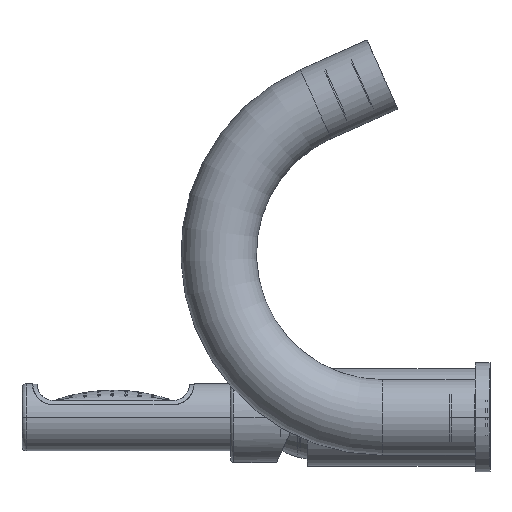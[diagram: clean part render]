
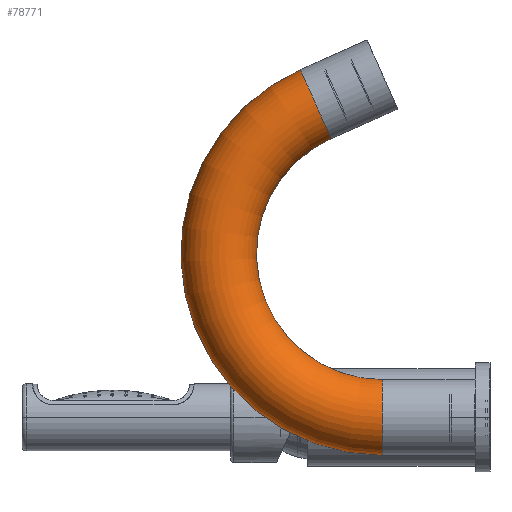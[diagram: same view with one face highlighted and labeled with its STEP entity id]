
A CAD part, left-side view. The second image highlights one B-rep face of the part: STEP entity #78771.
In plain terms, the highlighted toroidal (fillet/blend) face has major radius 78 mm and minor radius 18 mm.
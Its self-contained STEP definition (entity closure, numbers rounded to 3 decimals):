
#59902=CARTESIAN_POINT('',(-150.,76.025,149.257));
#59903=DIRECTION('',(0.,-0.914,0.407));
#59904=DIRECTION('',(0.,0.407,0.914));
#59905=AXIS2_PLACEMENT_3D('',#59902,#59903,#59904);
#59907=CARTESIAN_POINT('',(-150.,44.3,0.));
#59908=DIRECTION('',(0.,1.,0.));
#59909=DIRECTION('',(0.,0.,-1.));
#59910=AXIS2_PLACEMENT_3D('',#59907,#59908,#59909);
#59912=CARTESIAN_POINT('',(-150.,44.3,78.));
#59913=DIRECTION('',(1.,0.,0.));
#59914=DIRECTION('',(0.,0.,-1.));
#59915=AXIS2_PLACEMENT_3D('',#59912,#59913,#59914);
#73565=CARTESIAN_POINT('',(-150.,44.3,78.));
#73566=DIRECTION('',(1.,0.,0.));
#73567=DIRECTION('',(0.,0.,-1.));
#73568=AXIS2_PLACEMENT_3D('',#73565,#73566,#73567);
#73657=CARTESIAN_POINT('',(-150.,44.3,18.));
#73658=CARTESIAN_POINT('',(-150.,44.3,-18.));
#73659=VERTEX_POINT('',#73657);
#73660=VERTEX_POINT('',#73658);
#73665=CARTESIAN_POINT('',(-150.,68.704,132.813));
#73666=CARTESIAN_POINT('',(-150.,83.347,165.7));
#73667=VERTEX_POINT('',#73665);
#73668=VERTEX_POINT('',#73666);
#78757=CARTESIAN_POINT('',(-150.,44.3,78.));
#78758=DIRECTION('',(1.,0.,0.));
#78759=DIRECTION('',(0.,0.,1.));
#78760=AXIS2_PLACEMENT_3D('',#78757,#78758,#78759);
#78761=TOROIDAL_SURFACE('',#78760,78.,18.);
#78763=ORIENTED_EDGE('',*,*,#78762,.F.);
#78765=ORIENTED_EDGE('',*,*,#78764,.T.);
#78766=ORIENTED_EDGE('',*,*,#78745,.T.);
#78768=ORIENTED_EDGE('',*,*,#78767,.F.);
#78769=EDGE_LOOP('',(#78763,#78765,#78766,#78768));
#78770=FACE_OUTER_BOUND('',#78769,.F.);
#78771=ADVANCED_FACE('',(#78770),#78761,.T.);
#59906=CIRCLE('',#59905,18.);
#59911=CIRCLE('',#59910,18.);
#59916=CIRCLE('',#59915,96.);
#73569=CIRCLE('',#73568,60.);
#78745=EDGE_CURVE('',#73668,#73667,#59906,.T.);
#78762=EDGE_CURVE('',#73660,#73659,#59911,.T.);
#78764=EDGE_CURVE('',#73660,#73668,#59916,.T.);
#78767=EDGE_CURVE('',#73659,#73667,#73569,.T.);
